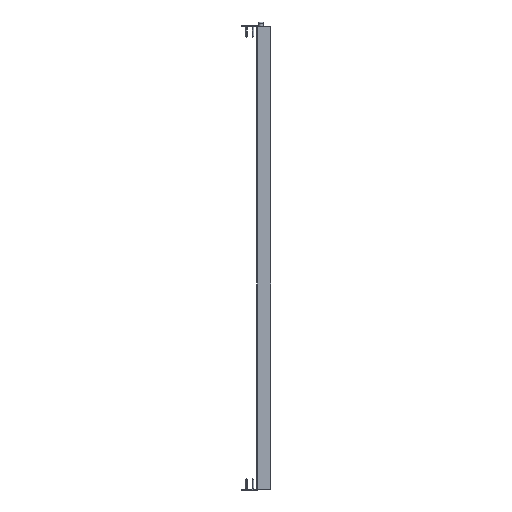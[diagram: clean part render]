
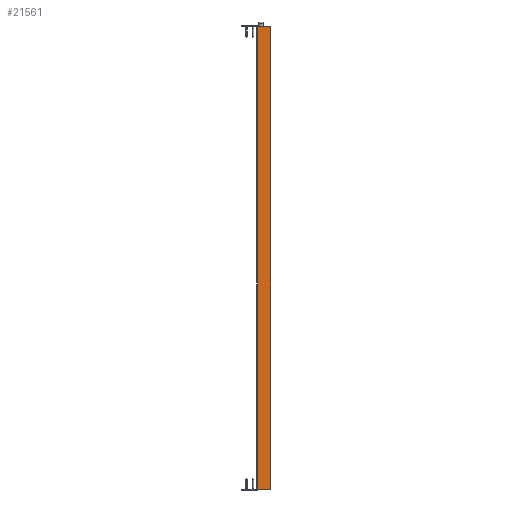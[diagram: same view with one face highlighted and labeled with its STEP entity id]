
A CAD part, left-side view. The second image highlights one B-rep face of the part: STEP entity #21561.
In plain terms, the highlighted planar face has unit normal (-1, 0.009, 0).
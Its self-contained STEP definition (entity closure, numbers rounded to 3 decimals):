
#634 = DIRECTION ( 'NONE',  ( -1., 0.009, 0. ) ) ;
#3720 = AXIS2_PLACEMENT_3D ( 'NONE', #7426, #634, #26656 ) ;
#5002 = DIRECTION ( 'NONE',  ( 0., 0., 1. ) ) ;
#5411 = VERTEX_POINT ( 'NONE', #41791 ) ;
#5909 = VECTOR ( 'NONE', #5002, 1000. ) ;
#7426 = CARTESIAN_POINT ( 'NONE',  ( -6.377, 0., -833. ) ) ;
#8185 = LINE ( 'NONE', #11824, #10642 ) ;
#8187 = LINE ( 'NONE', #11829, #5909 ) ;
#8435 = EDGE_CURVE ( 'NONE', #5411, #21483, #11081, .T. ) ;
#8539 = VERTEX_POINT ( 'NONE', #23175 ) ;
#8731 = EDGE_LOOP ( 'NONE', ( #33541, #31119, #32376, #27509 ) ) ;
#10642 = VECTOR ( 'NONE', #31263, 1000. ) ;
#11081 = LINE ( 'NONE', #37763, #37711 ) ;
#11824 = CARTESIAN_POINT ( 'NONE',  ( -6.377, 0., 0. ) ) ;
#11829 = CARTESIAN_POINT ( 'NONE',  ( -6.599, -24.85, -833. ) ) ;
#16127 = VERTEX_POINT ( 'NONE', #20739 ) ;
#16868 = LINE ( 'NONE', #29880, #21576 ) ;
#17894 = EDGE_CURVE ( 'NONE', #5411, #16127, #8185, .T. ) ;
#20646 = PLANE ( 'NONE',  #3720 ) ;
#20739 = CARTESIAN_POINT ( 'NONE',  ( -6.599, -24.85, 0. ) ) ;
#21483 = VERTEX_POINT ( 'NONE', #21966 ) ;
#21525 = DIRECTION ( 'NONE',  ( 0., 0., -1. ) ) ;
#21561 = ADVANCED_FACE ( 'NONE', ( #29867 ), #20646, .T. ) ;
#21576 = VECTOR ( 'NONE', #32467, 1000. ) ;
#21966 = CARTESIAN_POINT ( 'NONE',  ( -6.383, -0.694, -833. ) ) ;
#23175 = CARTESIAN_POINT ( 'NONE',  ( -6.599, -24.85, -833. ) ) ;
#26656 = DIRECTION ( 'NONE',  ( -0.009, -1., 0. ) ) ;
#27509 = ORIENTED_EDGE ( 'NONE', *, *, #8435, .T. ) ;
#29524 = EDGE_CURVE ( 'NONE', #21483, #8539, #16868, .T. ) ;
#29867 = FACE_OUTER_BOUND ( 'NONE', #8731, .T. ) ;
#29880 = CARTESIAN_POINT ( 'NONE',  ( -6.377, 0., -833. ) ) ;
#31119 = ORIENTED_EDGE ( 'NONE', *, *, #39322, .T. ) ;
#31263 = DIRECTION ( 'NONE',  ( -0.009, -1., 0. ) ) ;
#32376 = ORIENTED_EDGE ( 'NONE', *, *, #17894, .F. ) ;
#32467 = DIRECTION ( 'NONE',  ( -0.009, -1., 0. ) ) ;
#33541 = ORIENTED_EDGE ( 'NONE', *, *, #29524, .T. ) ;
#37711 = VECTOR ( 'NONE', #21525, 1000. ) ;
#37763 = CARTESIAN_POINT ( 'NONE',  ( -6.383, -0.694, -833. ) ) ;
#39322 = EDGE_CURVE ( 'NONE', #8539, #16127, #8187, .T. ) ;
#41791 = CARTESIAN_POINT ( 'NONE',  ( -6.383, -0.694, 0. ) ) ;
